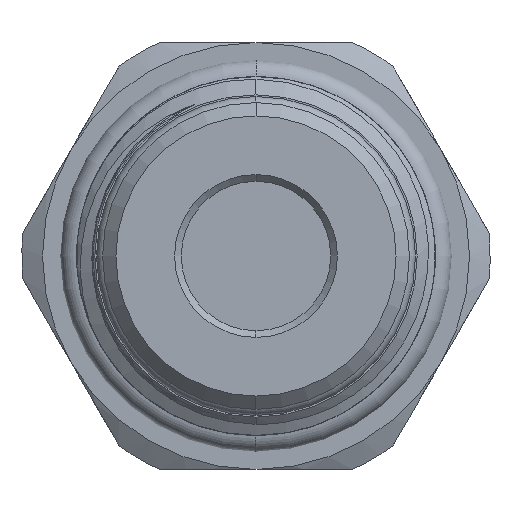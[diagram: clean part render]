
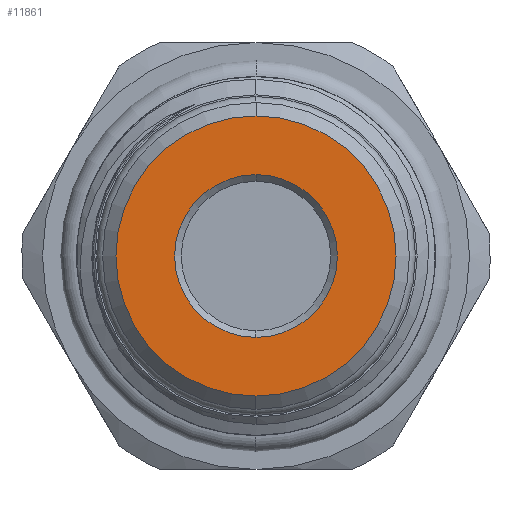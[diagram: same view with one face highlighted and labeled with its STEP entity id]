
A CAD part, left-side view. The second image highlights one B-rep face of the part: STEP entity #11861.
In plain terms, the highlighted planar face has unit normal (-1, 0, 0).
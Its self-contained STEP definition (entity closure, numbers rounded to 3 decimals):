
#38 = CARTESIAN_POINT ( 'NONE',  ( 1.5, 0., 0. ) ) ;
#47 = VERTEX_POINT ( 'NONE', #571 ) ;
#571 = CARTESIAN_POINT ( 'NONE',  ( 1.5, 0., -6.1 ) ) ;
#2063 = DIRECTION ( 'NONE',  ( 1., 0., 0. ) ) ;
#2343 = DIRECTION ( 'NONE',  ( 0., 0., 1. ) ) ;
#2481 = CARTESIAN_POINT ( 'NONE',  ( 1.5, 0., 0. ) ) ;
#2552 = DIRECTION ( 'NONE',  ( -1., 0., 0. ) ) ;
#2693 = CIRCLE ( 'NONE', #14645, 10.5 ) ;
#2911 = CIRCLE ( 'NONE', #11428, 6.1 ) ;
#3398 = EDGE_CURVE ( 'NONE', #5864, #47, #2911, .T. ) ;
#3712 = DIRECTION ( 'NONE',  ( 0., 0., 1. ) ) ;
#4850 = EDGE_CURVE ( 'NONE', #9207, #5676, #2693, .T. ) ;
#4858 = DIRECTION ( 'NONE',  ( 0., 0., 1. ) ) ;
#5178 = PLANE ( 'NONE',  #12601 ) ;
#5676 = VERTEX_POINT ( 'NONE', #13517 ) ;
#5864 = VERTEX_POINT ( 'NONE', #5884 ) ;
#5884 = CARTESIAN_POINT ( 'NONE',  ( 1.5, 0., 6.1 ) ) ;
#6128 = EDGE_LOOP ( 'NONE', ( #13654, #9377 ) ) ;
#7231 = EDGE_CURVE ( 'NONE', #47, #5864, #12519, .T. ) ;
#7781 = DIRECTION ( 'NONE',  ( 0., 0., 1. ) ) ;
#9207 = VERTEX_POINT ( 'NONE', #12499 ) ;
#9219 = DIRECTION ( 'NONE',  ( -1., 0., 0. ) ) ;
#9377 = ORIENTED_EDGE ( 'NONE', *, *, #4850, .T. ) ;
#9425 = CARTESIAN_POINT ( 'NONE',  ( 1.5, 0., 0. ) ) ;
#9694 = DIRECTION ( 'NONE',  ( 0., 0., 1. ) ) ;
#10102 = ORIENTED_EDGE ( 'NONE', *, *, #3398, .T. ) ;
#10123 = FACE_OUTER_BOUND ( 'NONE', #6128, .T. ) ;
#10388 = DIRECTION ( 'NONE',  ( 1., 0., 0. ) ) ;
#11042 = CARTESIAN_POINT ( 'NONE',  ( 1.5, 0., 0. ) ) ;
#11083 = CIRCLE ( 'NONE', #14746, 10.5 ) ;
#11156 = AXIS2_PLACEMENT_3D ( 'NONE', #2481, #10388, #3712 ) ;
#11428 = AXIS2_PLACEMENT_3D ( 'NONE', #11042, #2063, #7781 ) ;
#11676 = EDGE_LOOP ( 'NONE', ( #14457, #10102 ) ) ;
#11861 = ADVANCED_FACE ( 'NONE', ( #10123, #14639 ), #5178, .F. ) ;
#12113 = DIRECTION ( 'NONE',  ( 1., 0., 0. ) ) ;
#12499 = CARTESIAN_POINT ( 'NONE',  ( 1.5, 0., -10.5 ) ) ;
#12519 = CIRCLE ( 'NONE', #11156, 6.1 ) ;
#12601 = AXIS2_PLACEMENT_3D ( 'NONE', #13207, #12113, #9694 ) ;
#13207 = CARTESIAN_POINT ( 'NONE',  ( 1.5, 0., 0. ) ) ;
#13517 = CARTESIAN_POINT ( 'NONE',  ( 1.5, 0., 10.5 ) ) ;
#13654 = ORIENTED_EDGE ( 'NONE', *, *, #13887, .T. ) ;
#13887 = EDGE_CURVE ( 'NONE', #5676, #9207, #11083, .T. ) ;
#14457 = ORIENTED_EDGE ( 'NONE', *, *, #7231, .T. ) ;
#14639 = FACE_BOUND ( 'NONE', #11676, .T. ) ;
#14645 = AXIS2_PLACEMENT_3D ( 'NONE', #38, #9219, #2343 ) ;
#14746 = AXIS2_PLACEMENT_3D ( 'NONE', #9425, #2552, #4858 ) ;
